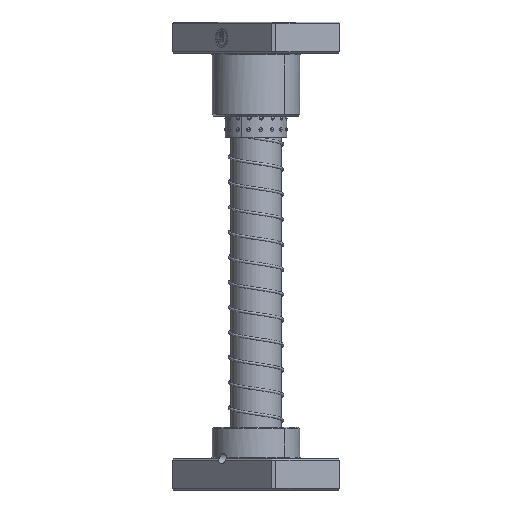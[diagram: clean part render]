
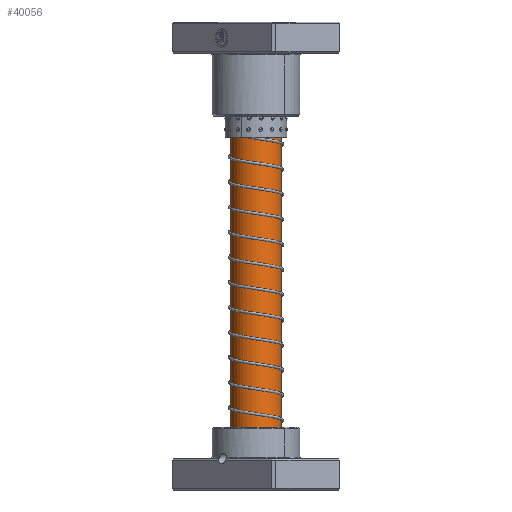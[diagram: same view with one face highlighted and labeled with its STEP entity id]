
A CAD part, front view. The second image highlights one B-rep face of the part: STEP entity #40056.
In plain terms, the highlighted cylindrical face has radius 16 mm (diameter 32 mm), a partial arc.
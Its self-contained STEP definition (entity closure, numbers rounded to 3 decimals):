
#830 = CARTESIAN_POINT ( 'NONE',  ( -16., 0., 257. ) ) ;
#2154 = VERTEX_POINT ( 'NONE', #830 ) ;
#2312 = CARTESIAN_POINT ( 'NONE',  ( 16., 0., 257. ) ) ;
#3198 = DIRECTION ( 'NONE',  ( 1., 0., 0. ) ) ;
#3369 = ORIENTED_EDGE ( 'NONE', *, *, #27378, .F. ) ;
#6701 = EDGE_LOOP ( 'NONE', ( #3369, #43950, #10127, #23106 ) ) ;
#6854 = VECTOR ( 'NONE', #32868, 1000. ) ;
#8228 = FACE_OUTER_BOUND ( 'NONE', #6701, .T. ) ;
#8820 = EDGE_CURVE ( 'NONE', #21047, #32966, #9708, .T. ) ;
#8976 = CIRCLE ( 'NONE', #27239, 16. ) ;
#9708 = CIRCLE ( 'NONE', #14487, 16. ) ;
#10127 = ORIENTED_EDGE ( 'NONE', *, *, #26473, .T. ) ;
#13789 = EDGE_CURVE ( 'NONE', #20409, #2154, #8976, .T. ) ;
#14252 = AXIS2_PLACEMENT_3D ( 'NONE', #42757, #15135, #18583 ) ;
#14487 = AXIS2_PLACEMENT_3D ( 'NONE', #18436, #42620, #21932 ) ;
#15135 = DIRECTION ( 'NONE',  ( 0., 0., -1. ) ) ;
#18436 = CARTESIAN_POINT ( 'NONE',  ( 0., 0., 24.25 ) ) ;
#18583 = DIRECTION ( 'NONE',  ( -1., 0., 0. ) ) ;
#18687 = CARTESIAN_POINT ( 'NONE',  ( -16., 0., 24.25 ) ) ;
#20409 = VERTEX_POINT ( 'NONE', #2312 ) ;
#20894 = DIRECTION ( 'NONE',  ( 0., 0., -1. ) ) ;
#21047 = VERTEX_POINT ( 'NONE', #23493 ) ;
#21932 = DIRECTION ( 'NONE',  ( -1., 0., 0. ) ) ;
#23106 = ORIENTED_EDGE ( 'NONE', *, *, #8820, .F. ) ;
#23493 = CARTESIAN_POINT ( 'NONE',  ( 16., 0., 24.25 ) ) ;
#23995 = DIRECTION ( 'NONE',  ( 0., 0., -1. ) ) ;
#24666 = VECTOR ( 'NONE', #20894, 1000. ) ;
#25281 = LINE ( 'NONE', #29559, #6854 ) ;
#26473 = EDGE_CURVE ( 'NONE', #2154, #32966, #25281, .T. ) ;
#27239 = AXIS2_PLACEMENT_3D ( 'NONE', #44642, #23995, #3198 ) ;
#27378 = EDGE_CURVE ( 'NONE', #20409, #21047, #33859, .T. ) ;
#29559 = CARTESIAN_POINT ( 'NONE',  ( -16., 0., 260. ) ) ;
#32868 = DIRECTION ( 'NONE',  ( 0., 0., -1. ) ) ;
#32966 = VERTEX_POINT ( 'NONE', #18687 ) ;
#33859 = LINE ( 'NONE', #41565, #24666 ) ;
#34772 = CYLINDRICAL_SURFACE ( 'NONE', #14252, 16. ) ;
#40056 = ADVANCED_FACE ( 'NONE', ( #8228 ), #34772, .T. ) ;
#41565 = CARTESIAN_POINT ( 'NONE',  ( 16., 0., 260. ) ) ;
#42620 = DIRECTION ( 'NONE',  ( 0., 0., -1. ) ) ;
#42757 = CARTESIAN_POINT ( 'NONE',  ( 0., 0., 260. ) ) ;
#43950 = ORIENTED_EDGE ( 'NONE', *, *, #13789, .T. ) ;
#44642 = CARTESIAN_POINT ( 'NONE',  ( 0., 0., 257. ) ) ;
